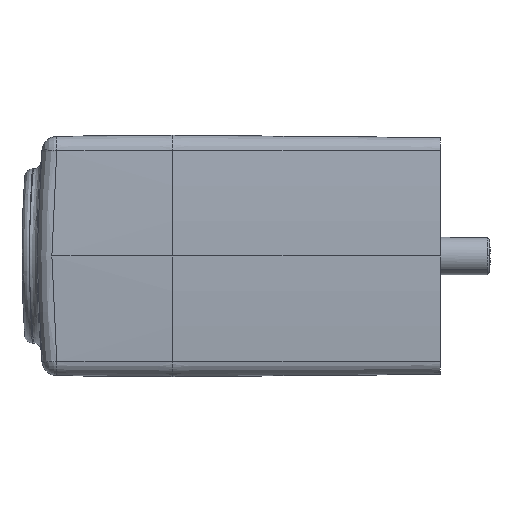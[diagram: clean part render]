
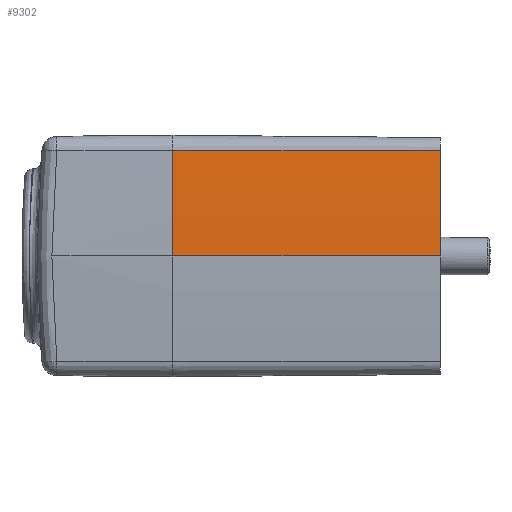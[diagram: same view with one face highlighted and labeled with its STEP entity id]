
A CAD part, front view. The second image highlights one B-rep face of the part: STEP entity #9302.
In plain terms, the highlighted conical face has half-angle 0.5 degrees and reference radius 99.922 mm.
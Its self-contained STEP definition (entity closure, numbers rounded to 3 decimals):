
#110=CARTESIAN_POINT('',(73.562,88.86,-20.454));
#111=DIRECTION('',(1.,0.,0.));
#112=DIRECTION('',(0.,-0.998,0.07));
#113=AXIS2_PLACEMENT_3D('',#110,#111,#112);
#260=DIRECTION('',(1.,0.009,-0.001));
#261=VECTOR('',#260,17.851);
#262=CARTESIAN_POINT('',(55.712,-10.893,-13.426));
#263=LINE('',#262,#261);
#282=DIRECTION('',(1.,0.009,0.));
#283=VECTOR('',#282,17.851);
#284=CARTESIAN_POINT('',(55.712,-11.14,-20.454));
#285=LINE('',#284,#283);
#1752=CARTESIAN_POINT('',(55.712,88.86,-20.454));
#1753=DIRECTION('',(-1.,0.,0.));
#1754=DIRECTION('',(0.,-1.,0.));
#1755=AXIS2_PLACEMENT_3D('',#1752,#1753,#1754);
#7986=CARTESIAN_POINT('',(73.562,-10.984,
-20.454));
#7987=VERTEX_POINT('',#7986);
#7988=CARTESIAN_POINT('',(73.562,-10.737,
-13.437));
#7989=VERTEX_POINT('',#7988);
#8195=CARTESIAN_POINT('',(55.712,-11.14,
-20.454));
#8197=VERTEX_POINT('',#8195);
#8320=CARTESIAN_POINT('',(55.712,-10.893,
-13.426));
#8321=VERTEX_POINT('',#8320);
#9289=CARTESIAN_POINT('',(64.637,88.86,-20.454));
#9290=DIRECTION('',(-1.,0.,0.));
#9291=DIRECTION('',(0.,-1.,0.));
#9292=AXIS2_PLACEMENT_3D('',#9289,#9290,#9291);
#9293=CONICAL_SURFACE('',#9292,99.922,0.5);
#9295=ORIENTED_EDGE('',*,*,#9294,.F.);
#9297=ORIENTED_EDGE('',*,*,#9296,.T.);
#9298=ORIENTED_EDGE('',*,*,#9280,.T.);
#9299=ORIENTED_EDGE('',*,*,#9174,.T.);
#9300=EDGE_LOOP('',(#9295,#9297,#9298,#9299));
#9301=FACE_OUTER_BOUND('',#9300,.F.);
#9302=ADVANCED_FACE('',(#9301),#9293,.T.);
#114=CIRCLE('',#113,99.844);
#1756=CIRCLE('',#1755,100.);
#9174=EDGE_CURVE('',#7989,#7987,#114,.T.);
#9280=EDGE_CURVE('',#8321,#7989,#263,.T.);
#9294=EDGE_CURVE('',#8197,#7987,#285,.T.);
#9296=EDGE_CURVE('',#8197,#8321,#1756,.T.);
